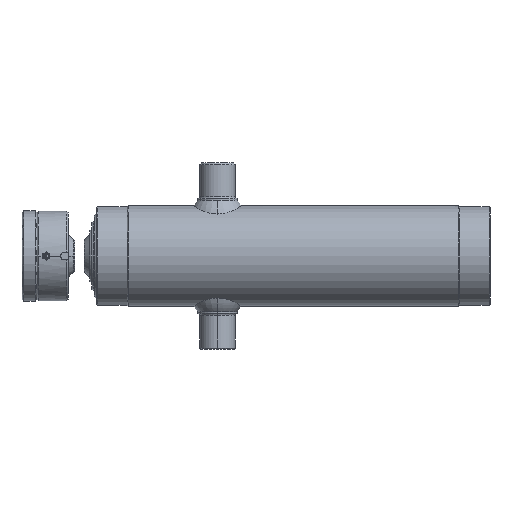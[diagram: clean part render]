
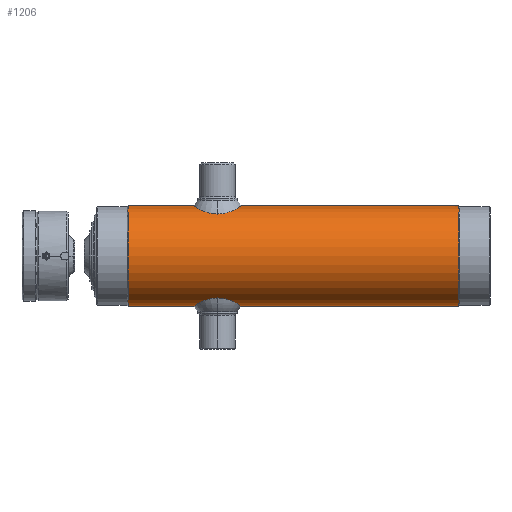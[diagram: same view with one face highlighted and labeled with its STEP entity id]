
A CAD part, left-side view. The second image highlights one B-rep face of the part: STEP entity #1206.
In plain terms, the highlighted cylindrical face has radius 64 mm (diameter 128 mm), a partial arc.
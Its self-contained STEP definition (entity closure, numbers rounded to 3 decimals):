
#15 = VERTEX_POINT ( 'NONE', #5259 ) ;
#47 = EDGE_CURVE ( 'NONE', #4429, #1464, #1046, .T. ) ;
#59 = DIRECTION ( 'NONE',  ( 0., 0., -1. ) ) ;
#67 = LINE ( 'NONE', #5612, #2519 ) ;
#120 = CARTESIAN_POINT ( 'NONE',  ( -3.967, 342.481, 63.878 ) ) ;
#229 = CARTESIAN_POINT ( 'NONE',  ( 0., 353., 64. ) ) ;
#674 = CARTESIAN_POINT ( 'NONE',  ( 0., -30.734, 64. ) ) ;
#743 = CARTESIAN_POINT ( 'NONE',  ( -4.768, 343.336, 63.823 ) ) ;
#765 = VECTOR ( 'NONE', #4099, 1000. ) ;
#1046 = B_SPLINE_CURVE_WITH_KNOTS ( 'NONE', 3,
 ( #3825, #6136, #2952, #3876, #9188, #7618, #2193, #9347, #5417, #5305, #10008, #8421, #8516, #9232, #8373, #4547, #6900, #6032, #4499, #7670, #2343, #3775, #4651, #3000, #2241, #5360, #5465, #8463, #4600, #10054, #743, #7202, #120, #3258, #4894, #5619, #8723, #7819, #4848, #8675, #1779, #8824, #6395 ),
 .UNSPECIFIED., .F., .F.,
 ( 4, 2, 2, 2, 2, 2, 2, 2, 2, 2, 2, 2, 2, 1, 2, 2, 2, 2, 2, 2, 2, 4 ),
 ( 0.009, 0.011, 0.012, 0.012, 0.013, 0.014, 0.015, 0.016, 0.016, 0.018, 0.019, 0.02, 0.021, 0.021, 0.022, 0.022, 0.023, 0.025, 0.026, 0.026, 0.027, 0.028 ),
 .UNSPECIFIED. ) ;
#1206 = ADVANCED_FACE ( 'NONE', ( #2217 ), #2372, .T. ) ;
#1257 = DIRECTION ( 'NONE',  ( 0., -1., 0. ) ) ;
#1408 = DIRECTION ( 'NONE',  ( 0., 0., -1. ) ) ;
#1464 = VERTEX_POINT ( 'NONE', #9723 ) ;
#1779 = CARTESIAN_POINT ( 'NONE',  ( -0.786, 341.039, 63.996 ) ) ;
#2138 = EDGE_CURVE ( 'NONE', #5087, #15, #67, .T. ) ;
#2193 = CARTESIAN_POINT ( 'NONE',  ( -2.658, 352.383, 63.945 ) ) ;
#2217 = FACE_OUTER_BOUND ( 'NONE', #8013, .T. ) ;
#2221 = DIRECTION ( 'NONE',  ( 0., -1., 0. ) ) ;
#2241 = CARTESIAN_POINT ( 'NONE',  ( -5.798, 345.443, 63.737 ) ) ;
#2242 = ORIENTED_EDGE ( 'NONE', *, *, #47, .F. ) ;
#2343 = CARTESIAN_POINT ( 'NONE',  ( -6., 347.389, 63.718 ) ) ;
#2372 = CYLINDRICAL_SURFACE ( 'NONE', #8823, 64. ) ;
#2519 = VECTOR ( 'NONE', #6384, 1000. ) ;
#2585 = EDGE_CURVE ( 'NONE', #1464, #2725, #7029, .T. ) ;
#2722 = EDGE_CURVE ( 'NONE', #2725, #15, #7737, .T. ) ;
#2725 = VERTEX_POINT ( 'NONE', #3187 ) ;
#2919 = CIRCLE ( 'NONE', #5045, 64. ) ;
#2952 = CARTESIAN_POINT ( 'NONE',  ( -0.789, 352.961, 63.996 ) ) ;
#3000 = CARTESIAN_POINT ( 'NONE',  ( -5.846, 345.636, 63.732 ) ) ;
#3187 = CARTESIAN_POINT ( 'NONE',  ( 0., 40., 64. ) ) ;
#3258 = CARTESIAN_POINT ( 'NONE',  ( -3.658, 342.228, 63.896 ) ) ;
#3450 = ORIENTED_EDGE ( 'NONE', *, *, #2722, .F. ) ;
#3649 = VECTOR ( 'NONE', #2221, 1000. ) ;
#3775 = CARTESIAN_POINT ( 'NONE',  ( -6., 346.606, 63.718 ) ) ;
#3825 = CARTESIAN_POINT ( 'NONE',  ( 0., 353., 64. ) ) ;
#3876 = CARTESIAN_POINT ( 'NONE',  ( -1.559, 352.807, 63.982 ) ) ;
#3971 = CARTESIAN_POINT ( 'NONE',  ( 0., 40., 0. ) ) ;
#4099 = DIRECTION ( 'NONE',  ( 0., -1., 0. ) ) ;
#4166 = CARTESIAN_POINT ( 'NONE',  ( 0., 461., -64. ) ) ;
#4429 = VERTEX_POINT ( 'NONE', #229 ) ;
#4499 = CARTESIAN_POINT ( 'NONE',  ( -5.808, 348.557, 63.736 ) ) ;
#4547 = CARTESIAN_POINT ( 'NONE',  ( -5.384, 349.656, 63.773 ) ) ;
#4600 = CARTESIAN_POINT ( 'NONE',  ( -5.199, 343.999, 63.789 ) ) ;
#4651 = CARTESIAN_POINT ( 'NONE',  ( -5.962, 346.217, 63.722 ) ) ;
#4677 = DIRECTION ( 'NONE',  ( 0., 0., -1. ) ) ;
#4805 = ORIENTED_EDGE ( 'NONE', *, *, #6337, .F. ) ;
#4848 = CARTESIAN_POINT ( 'NONE',  ( -1.552, 341.201, 63.981 ) ) ;
#4894 = CARTESIAN_POINT ( 'NONE',  ( -3.006, 341.792, 63.93 ) ) ;
#5045 = AXIS2_PLACEMENT_3D ( 'NONE', #9176, #1257, #1408 ) ;
#5087 = VERTEX_POINT ( 'NONE', #4166 ) ;
#5259 = CARTESIAN_POINT ( 'NONE',  ( 0., 40., -64. ) ) ;
#5305 = CARTESIAN_POINT ( 'NONE',  ( -3.661, 351.77, 63.896 ) ) ;
#5360 = CARTESIAN_POINT ( 'NONE',  ( -5.684, 345.067, 63.747 ) ) ;
#5404 = CARTESIAN_POINT ( 'NONE',  ( 0., 461., 64. ) ) ;
#5417 = CARTESIAN_POINT ( 'NONE',  ( -3.173, 352.096, 63.921 ) ) ;
#5465 = CARTESIAN_POINT ( 'NONE',  ( -5.551, 344.699, 63.759 ) ) ;
#5612 = CARTESIAN_POINT ( 'NONE',  ( 0., -30.734, -64. ) ) ;
#5619 = CARTESIAN_POINT ( 'NONE',  ( -2.661, 341.608, 63.946 ) ) ;
#6032 = CARTESIAN_POINT ( 'NONE',  ( -5.694, 348.931, 63.746 ) ) ;
#6136 = CARTESIAN_POINT ( 'NONE',  ( -0.392, 353., 64. ) ) ;
#6166 = CARTESIAN_POINT ( 'NONE',  ( 0., -30.734, 0. ) ) ;
#6337 = EDGE_CURVE ( 'NONE', #6902, #4429, #7984, .T. ) ;
#6384 = DIRECTION ( 'NONE',  ( 0., -1., 0. ) ) ;
#6395 = CARTESIAN_POINT ( 'NONE',  ( 0., 341., 64. ) ) ;
#6497 = ORIENTED_EDGE ( 'NONE', *, *, #8895, .T. ) ;
#6900 = CARTESIAN_POINT ( 'NONE',  ( -5.469, 349.476, 63.766 ) ) ;
#6902 = VERTEX_POINT ( 'NONE', #5404 ) ;
#7029 = LINE ( 'NONE', #674, #3649 ) ;
#7069 = ORIENTED_EDGE ( 'NONE', *, *, #2585, .F. ) ;
#7078 = DIRECTION ( 'NONE',  ( 0., -1., 0. ) ) ;
#7202 = CARTESIAN_POINT ( 'NONE',  ( -4.52, 343.035, 63.841 ) ) ;
#7213 = CARTESIAN_POINT ( 'NONE',  ( 0., -30.734, 64. ) ) ;
#7618 = CARTESIAN_POINT ( 'NONE',  ( -2.478, 352.468, 63.952 ) ) ;
#7670 = CARTESIAN_POINT ( 'NONE',  ( -5.961, 347.787, 63.722 ) ) ;
#7737 = CIRCLE ( 'NONE', #9196, 64. ) ;
#7819 = CARTESIAN_POINT ( 'NONE',  ( -1.929, 341.315, 63.971 ) ) ;
#7984 = LINE ( 'NONE', #7213, #765 ) ;
#8013 = EDGE_LOOP ( 'NONE', ( #4805, #6497, #9614, #3450, #7069, #2242 ) ) ;
#8373 = CARTESIAN_POINT ( 'NONE',  ( -5.198, 350.003, 63.789 ) ) ;
#8421 = CARTESIAN_POINT ( 'NONE',  ( -4.524, 350.962, 63.841 ) ) ;
#8444 = DIRECTION ( 'NONE',  ( 0., -1., 0. ) ) ;
#8463 = CARTESIAN_POINT ( 'NONE',  ( -5.384, 344.345, 63.773 ) ) ;
#8516 = CARTESIAN_POINT ( 'NONE',  ( -4.772, 350.658, 63.822 ) ) ;
#8675 = CARTESIAN_POINT ( 'NONE',  ( -1.362, 341.153, 63.986 ) ) ;
#8723 = CARTESIAN_POINT ( 'NONE',  ( -2.117, 341.382, 63.965 ) ) ;
#8823 = AXIS2_PLACEMENT_3D ( 'NONE', #6166, #8444, #4677 ) ;
#8824 = CARTESIAN_POINT ( 'NONE',  ( -0.396, 341., 64. ) ) ;
#8895 = EDGE_CURVE ( 'NONE', #6902, #5087, #2919, .T. ) ;
#9176 = CARTESIAN_POINT ( 'NONE',  ( 0., 461., 0. ) ) ;
#9188 = CARTESIAN_POINT ( 'NONE',  ( -1.933, 352.694, 63.972 ) ) ;
#9196 = AXIS2_PLACEMENT_3D ( 'NONE', #3971, #7078, #59 ) ;
#9232 = CARTESIAN_POINT ( 'NONE',  ( -5.097, 350.171, 63.797 ) ) ;
#9347 = CARTESIAN_POINT ( 'NONE',  ( -3.005, 352.197, 63.93 ) ) ;
#9614 = ORIENTED_EDGE ( 'NONE', *, *, #2138, .T. ) ;
#9723 = CARTESIAN_POINT ( 'NONE',  ( 0., 341., 64. ) ) ;
#10008 = CARTESIAN_POINT ( 'NONE',  ( -3.963, 351.522, 63.878 ) ) ;
#10054 = CARTESIAN_POINT ( 'NONE',  ( -5.097, 343.829, 63.797 ) ) ;
